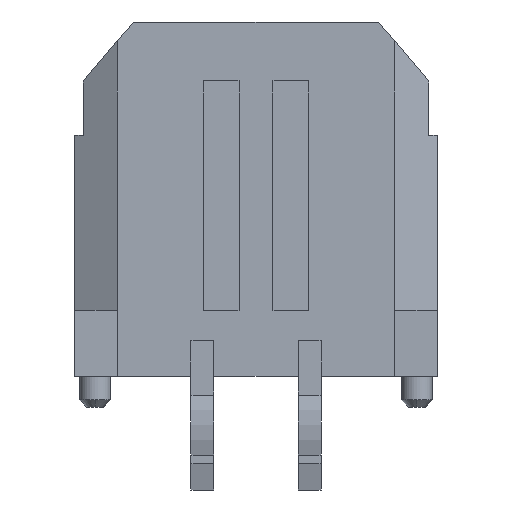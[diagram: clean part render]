
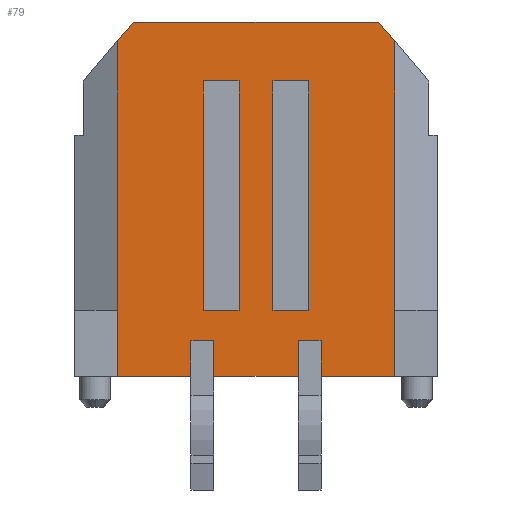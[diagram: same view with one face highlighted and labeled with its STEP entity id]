
A CAD part, front view. The second image highlights one B-rep face of the part: STEP entity #79.
In plain terms, the highlighted planar face has unit normal (0, -1, 0).
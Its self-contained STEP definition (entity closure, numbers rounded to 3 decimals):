
#79=ADVANCED_FACE('',(#355,#356,#357),#358,.T.);
#355=FACE_OUTER_BOUND('',#882,.T.);
#356=FACE_BOUND('',#883,.T.);
#357=FACE_BOUND('',#884,.T.);
#358=PLANE('',#885);
#882=EDGE_LOOP('',(#1465,#1466,#1467,#1468,#1469,#1470,#1471,#1472,#1473,#1474,#1475,#1476,#1477,#1478,#1479,#1480));
#883=EDGE_LOOP('',(#1481,#1482,#1483,#1484));
#884=EDGE_LOOP('',(#1485,#1486,#1487,#1488));
#885=AXIS2_PLACEMENT_3D('',#1489,#1490,#1491);
#1465=ORIENTED_EDGE('',*,*,#3518,.T.);
#1466=ORIENTED_EDGE('',*,*,#3519,.F.);
#1467=ORIENTED_EDGE('',*,*,#3520,.F.);
#1468=ORIENTED_EDGE('',*,*,#3521,.T.);
#1469=ORIENTED_EDGE('',*,*,#3522,.T.);
#1470=ORIENTED_EDGE('',*,*,#3523,.F.);
#1471=ORIENTED_EDGE('',*,*,#3524,.F.);
#1472=ORIENTED_EDGE('',*,*,#3525,.F.);
#1473=ORIENTED_EDGE('',*,*,#3526,.F.);
#1474=ORIENTED_EDGE('',*,*,#3527,.T.);
#1475=ORIENTED_EDGE('',*,*,#3528,.F.);
#1476=ORIENTED_EDGE('',*,*,#3529,.T.);
#1477=ORIENTED_EDGE('',*,*,#3517,.T.);
#1478=ORIENTED_EDGE('',*,*,#3530,.T.);
#1479=ORIENTED_EDGE('',*,*,#3531,.F.);
#1480=ORIENTED_EDGE('',*,*,#3532,.T.);
#1481=ORIENTED_EDGE('',*,*,#3533,.F.);
#1482=ORIENTED_EDGE('',*,*,#3534,.F.);
#1483=ORIENTED_EDGE('',*,*,#3535,.T.);
#1484=ORIENTED_EDGE('',*,*,#3536,.T.);
#1485=ORIENTED_EDGE('',*,*,#3537,.F.);
#1486=ORIENTED_EDGE('',*,*,#3538,.F.);
#1487=ORIENTED_EDGE('',*,*,#3539,.T.);
#1488=ORIENTED_EDGE('',*,*,#3540,.T.);
#1489=CARTESIAN_POINT('',(-4.825,-3.47,4.95));
#1490=DIRECTION('',(0.0,-1.0,0.0));
#1491=DIRECTION('',(0.0,0.0,-1.0));
#3517=EDGE_CURVE('',#4245,#4249,#4251,.T.);
#3518=EDGE_CURVE('',#4252,#4253,#4254,.T.);
#3519=EDGE_CURVE('',#4255,#4253,#4256,.T.);
#3520=EDGE_CURVE('',#4257,#4255,#4258,.T.);
#3521=EDGE_CURVE('',#4257,#4259,#4260,.T.);
#3522=EDGE_CURVE('',#4259,#4261,#4262,.T.);
#3523=EDGE_CURVE('',#4263,#4261,#4264,.T.);
#3524=EDGE_CURVE('',#4265,#4263,#4266,.T.);
#3525=EDGE_CURVE('',#4267,#4265,#4268,.T.);
#3526=EDGE_CURVE('',#4269,#4267,#4270,.T.);
#3527=EDGE_CURVE('',#4269,#4271,#4272,.T.);
#3528=EDGE_CURVE('',#4273,#4271,#4274,.T.);
#3529=EDGE_CURVE('',#4273,#4245,#4275,.T.);
#3530=EDGE_CURVE('',#4249,#4276,#4277,.T.);
#3531=EDGE_CURVE('',#4278,#4276,#4279,.T.);
#3532=EDGE_CURVE('',#4278,#4252,#4280,.T.);
#3533=EDGE_CURVE('',#4281,#4282,#4283,.T.);
#3534=EDGE_CURVE('',#4284,#4281,#4285,.T.);
#3535=EDGE_CURVE('',#4284,#4286,#4287,.T.);
#3536=EDGE_CURVE('',#4286,#4282,#4288,.T.);
#3537=EDGE_CURVE('',#4289,#4290,#4291,.T.);
#3538=EDGE_CURVE('',#4292,#4289,#4293,.T.);
#3539=EDGE_CURVE('',#4292,#4294,#4295,.T.);
#3540=EDGE_CURVE('',#4294,#4290,#4296,.T.);
#4245=VERTEX_POINT('',#5361);
#4249=VERTEX_POINT('',#5367);
#4251=LINE('',#5370,#5371);
#4252=VERTEX_POINT('',#5372);
#4253=VERTEX_POINT('',#5373);
#4254=LINE('',#5374,#5375);
#4255=VERTEX_POINT('',#5376);
#4256=LINE('',#5377,#5378);
#4257=VERTEX_POINT('',#5379);
#4258=LINE('',#5380,#5381);
#4259=VERTEX_POINT('',#5382);
#4260=LINE('',#5383,#5384);
#4261=VERTEX_POINT('',#5385);
#4262=LINE('',#5386,#5387);
#4263=VERTEX_POINT('',#5388);
#4264=LINE('',#5389,#5390);
#4265=VERTEX_POINT('',#5391);
#4266=LINE('',#5392,#5393);
#4267=VERTEX_POINT('',#5394);
#4268=LINE('',#5395,#5396);
#4269=VERTEX_POINT('',#5397);
#4270=LINE('',#5398,#5399);
#4271=VERTEX_POINT('',#5400);
#4272=LINE('',#5401,#5402);
#4273=VERTEX_POINT('',#5403);
#4274=LINE('',#5404,#5405);
#4275=LINE('',#5406,#5407);
#4276=VERTEX_POINT('',#5408);
#4277=LINE('',#5409,#5410);
#4278=VERTEX_POINT('',#5411);
#4279=LINE('',#5412,#5413);
#4280=LINE('',#5414,#5415);
#4281=VERTEX_POINT('',#5416);
#4282=VERTEX_POINT('',#5417);
#4283=LINE('',#5418,#5419);
#4284=VERTEX_POINT('',#5420);
#4285=LINE('',#5421,#5422);
#4286=VERTEX_POINT('',#5423);
#4287=LINE('',#5424,#5425);
#4288=LINE('',#5426,#5427);
#4289=VERTEX_POINT('',#5428);
#4290=VERTEX_POINT('',#5429);
#4291=LINE('',#5430,#5431);
#4292=VERTEX_POINT('',#5432);
#4293=LINE('',#5433,#5434);
#4294=VERTEX_POINT('',#5435);
#4295=LINE('',#5436,#5437);
#4296=LINE('',#5438,#5439);
#5361=CARTESIAN_POINT('',(-3.875,-3.47,4.42));
#5367=CARTESIAN_POINT('',(-3.875,-3.47,-3.11));
#5370=CARTESIAN_POINT('',(-3.875,-3.47,4.42));
#5371=VECTOR('',#7039,7.53);
#5372=CARTESIAN_POINT('',(-1.82,-3.47,-3.96));
#5373=CARTESIAN_POINT('',(-1.18,-3.47,-3.96));
#5374=CARTESIAN_POINT('',(-1.82,-3.47,-3.96));
#5375=VECTOR('',#7040,0.64);
#5376=CARTESIAN_POINT('',(-1.18,-3.47,-4.96));
#5377=CARTESIAN_POINT('',(-1.18,-3.47,-4.96));
#5378=VECTOR('',#7041,1.0);
#5379=CARTESIAN_POINT('',(1.18,-3.47,-4.96));
#5380=CARTESIAN_POINT('',(1.18,-3.47,-4.96));
#5381=VECTOR('',#7042,2.36);
#5382=CARTESIAN_POINT('',(1.18,-3.47,-3.96));
#5383=CARTESIAN_POINT('',(1.18,-3.47,-4.96));
#5384=VECTOR('',#7043,1.0);
#5385=CARTESIAN_POINT('',(1.82,-3.47,-3.96));
#5386=CARTESIAN_POINT('',(1.18,-3.47,-3.96));
#5387=VECTOR('',#7044,0.64);
#5388=CARTESIAN_POINT('',(1.82,-3.47,-4.96));
#5389=CARTESIAN_POINT('',(1.82,-3.47,-4.96));
#5390=VECTOR('',#7045,1.0);
#5391=CARTESIAN_POINT('',(3.875,-3.47,-4.96));
#5392=CARTESIAN_POINT('',(3.875,-3.47,-4.96));
#5393=VECTOR('',#7046,2.055);
#5394=CARTESIAN_POINT('',(3.875,-3.47,-3.11));
#5395=CARTESIAN_POINT('',(3.875,-3.47,-3.11));
#5396=VECTOR('',#7047,1.85);
#5397=CARTESIAN_POINT('',(3.875,-3.47,4.42));
#5398=CARTESIAN_POINT('',(3.875,-3.47,4.42));
#5399=VECTOR('',#7048,7.53);
#5400=CARTESIAN_POINT('',(3.425,-3.47,4.95));
#5401=CARTESIAN_POINT('',(3.875,-3.47,4.42));
#5402=VECTOR('',#7049,0.696);
#5403=CARTESIAN_POINT('',(-3.425,-3.47,4.95));
#5404=CARTESIAN_POINT('',(-3.425,-3.47,4.95));
#5405=VECTOR('',#7050,6.85);
#5406=CARTESIAN_POINT('',(-3.425,-3.47,4.95));
#5407=VECTOR('',#7051,0.696);
#5408=CARTESIAN_POINT('',(-3.875,-3.47,-4.96));
#5409=CARTESIAN_POINT('',(-3.875,-3.47,-3.11));
#5410=VECTOR('',#7052,1.85);
#5411=CARTESIAN_POINT('',(-1.82,-3.47,-4.96));
#5412=CARTESIAN_POINT('',(-1.82,-3.47,-4.96));
#5413=VECTOR('',#7053,2.055);
#5414=CARTESIAN_POINT('',(-1.82,-3.47,-4.96));
#5415=VECTOR('',#7054,1.0);
#5416=CARTESIAN_POINT('',(1.475,-3.47,-3.11));
#5417=CARTESIAN_POINT('',(1.475,-3.47,3.3));
#5418=CARTESIAN_POINT('',(1.475,-3.47,-3.11));
#5419=VECTOR('',#7055,6.41);
#5420=CARTESIAN_POINT('',(0.475,-3.47,-3.11));
#5421=CARTESIAN_POINT('',(0.475,-3.47,-3.11));
#5422=VECTOR('',#7056,1.0);
#5423=CARTESIAN_POINT('',(0.475,-3.47,3.3));
#5424=CARTESIAN_POINT('',(0.475,-3.47,-3.11));
#5425=VECTOR('',#7057,6.41);
#5426=CARTESIAN_POINT('',(0.475,-3.47,3.3));
#5427=VECTOR('',#7058,1.0);
#5428=CARTESIAN_POINT('',(-0.475,-3.47,-3.11));
#5429=CARTESIAN_POINT('',(-0.475,-3.47,3.3));
#5430=CARTESIAN_POINT('',(-0.475,-3.47,-3.11));
#5431=VECTOR('',#7059,6.41);
#5432=CARTESIAN_POINT('',(-1.475,-3.47,-3.11));
#5433=CARTESIAN_POINT('',(-1.475,-3.47,-3.11));
#5434=VECTOR('',#7060,1.0);
#5435=CARTESIAN_POINT('',(-1.475,-3.47,3.3));
#5436=CARTESIAN_POINT('',(-1.475,-3.47,-3.11));
#5437=VECTOR('',#7061,6.41);
#5438=CARTESIAN_POINT('',(-1.475,-3.47,3.3));
#5439=VECTOR('',#7062,1.0);
#7039=DIRECTION('',(0.0,0.0,-1.0));
#7040=DIRECTION('',(1.0,0.0,0.0));
#7041=DIRECTION('',(0.0,0.0,1.0));
#7042=DIRECTION('',(-1.0,0.0,0.0));
#7043=DIRECTION('',(0.0,0.0,1.0));
#7044=DIRECTION('',(1.0,0.0,0.0));
#7045=DIRECTION('',(0.0,0.0,1.0));
#7046=DIRECTION('',(-1.0,0.0,0.0));
#7047=DIRECTION('',(0.0,0.0,-1.0));
#7048=DIRECTION('',(0.0,0.0,-1.0));
#7049=DIRECTION('',(-0.647,0.0,0.763));
#7050=DIRECTION('',(1.0,0.0,0.0));
#7051=DIRECTION('',(-0.647,0.0,-0.763));
#7052=DIRECTION('',(0.0,0.0,-1.0));
#7053=DIRECTION('',(-1.0,0.0,0.0));
#7054=DIRECTION('',(0.0,0.0,1.0));
#7055=DIRECTION('',(0.0,0.0,1.0));
#7056=DIRECTION('',(1.0,0.0,0.0));
#7057=DIRECTION('',(0.0,0.0,1.0));
#7058=DIRECTION('',(1.0,0.0,0.0));
#7059=DIRECTION('',(0.0,0.0,1.0));
#7060=DIRECTION('',(1.0,0.0,0.0));
#7061=DIRECTION('',(0.0,0.0,1.0));
#7062=DIRECTION('',(1.0,0.0,0.0));
